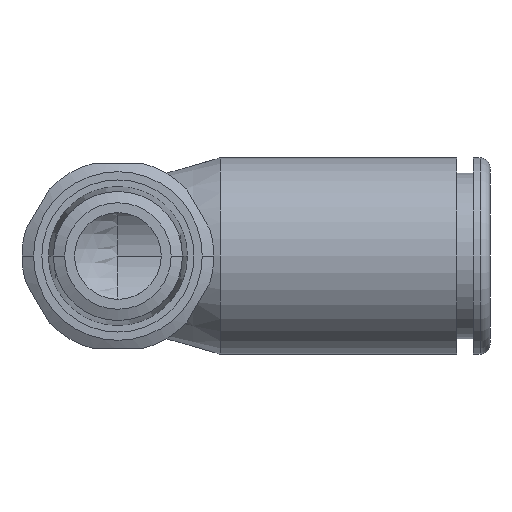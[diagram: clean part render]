
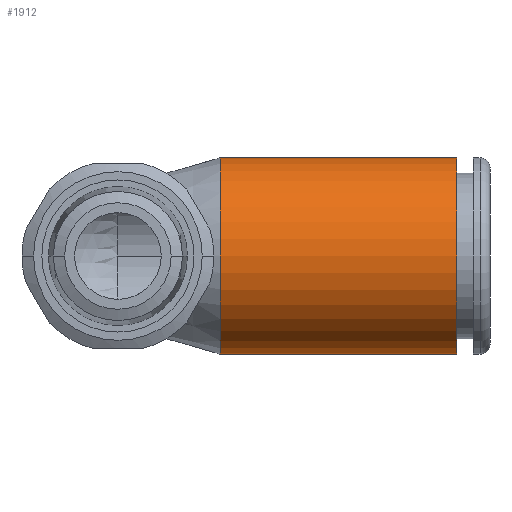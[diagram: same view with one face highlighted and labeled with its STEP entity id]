
A CAD part, front view. The second image highlights one B-rep face of the part: STEP entity #1912.
In plain terms, the highlighted cylindrical face has radius 7.544 mm (diameter 15.088 mm), a partial arc.
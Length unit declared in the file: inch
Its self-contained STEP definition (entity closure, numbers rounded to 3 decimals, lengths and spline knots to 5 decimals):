
#785=CARTESIAN_POINT('',(0.31,0.,0.));
#786=DIRECTION('',(-1.,0.,0.));
#787=DIRECTION('',(0.,0.,-1.));
#788=AXIS2_PLACEMENT_3D('',#785,#786,#787);
#816=DIRECTION('',(-1.,0.,0.));
#817=VECTOR('',#816,0.715);
#818=CARTESIAN_POINT('',(1.025,0.,0.297));
#819=LINE('',#818,#817);
#820=CARTESIAN_POINT('',(1.025,0.,0.));
#821=DIRECTION('',(-1.,0.,0.));
#822=DIRECTION('',(0.,0.,-1.));
#823=AXIS2_PLACEMENT_3D('',#820,#821,#822);
#825=DIRECTION('',(-1.,0.,0.));
#826=VECTOR('',#825,0.715);
#827=CARTESIAN_POINT('',(1.025,0.,-0.297));
#828=LINE('',#827,#826);
#1050=CARTESIAN_POINT('',(1.025,0.,-0.297));
#1051=CARTESIAN_POINT('',(0.31,0.,
-0.297));
#1052=VERTEX_POINT('',#1050);
#1053=VERTEX_POINT('',#1051);
#1054=CARTESIAN_POINT('',(1.025,0.,0.297));
#1055=CARTESIAN_POINT('',(0.31,0.,
0.297));
#1056=VERTEX_POINT('',#1054);
#1057=VERTEX_POINT('',#1055);
#1898=CARTESIAN_POINT('',(-0.05625,0.,0.));
#1899=DIRECTION('',(1.,0.,0.));
#1900=DIRECTION('',(0.,0.,1.));
#1901=AXIS2_PLACEMENT_3D('',#1898,#1899,#1900);
#1902=CYLINDRICAL_SURFACE('',#1901,0.297);
#1903=ORIENTED_EDGE('',*,*,#1887,.T.);
#1905=ORIENTED_EDGE('',*,*,#1904,.F.);
#1907=ORIENTED_EDGE('',*,*,#1906,.F.);
#1909=ORIENTED_EDGE('',*,*,#1908,.T.);
#1910=EDGE_LOOP('',(#1903,#1905,#1907,#1909));
#1911=FACE_OUTER_BOUND('',#1910,.F.);
#1912=ADVANCED_FACE('',(#1911),#1902,.T.);
#789=CIRCLE('',#788,0.297);
#824=CIRCLE('',#823,0.297);
#1887=EDGE_CURVE('',#1053,#1057,#789,.T.);
#1904=EDGE_CURVE('',#1056,#1057,#819,.T.);
#1906=EDGE_CURVE('',#1052,#1056,#824,.T.);
#1908=EDGE_CURVE('',#1052,#1053,#828,.T.);
